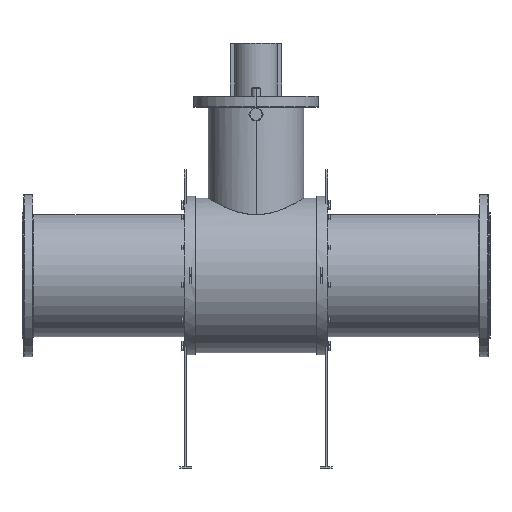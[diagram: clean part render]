
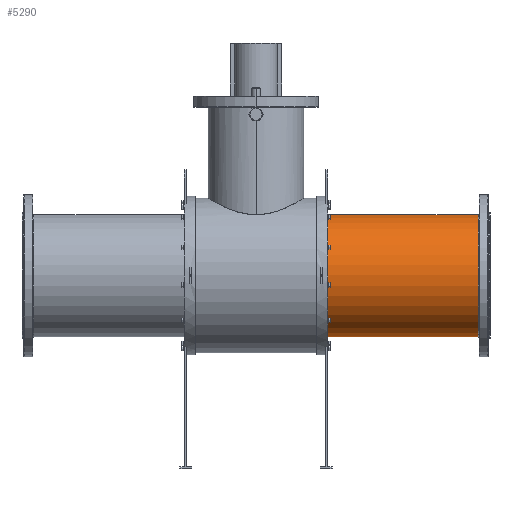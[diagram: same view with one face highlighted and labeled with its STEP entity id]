
A CAD part, top view. The second image highlights one B-rep face of the part: STEP entity #5290.
In plain terms, the highlighted cylindrical face has radius 335 mm (diameter 670 mm), a partial arc.
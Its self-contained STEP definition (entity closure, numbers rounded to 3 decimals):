
#33 = AXIS2_PLACEMENT_3D ( 'NONE', #10583, #12569, #14009 ) ;
#264 = ORIENTED_EDGE ( 'NONE', *, *, #7312, .T. ) ;
#415 = DIRECTION ( 'NONE',  ( 0., 1., 0. ) ) ;
#1442 = CARTESIAN_POINT ( 'NONE',  ( 393., 335., 0. ) ) ;
#1687 = EDGE_LOOP ( 'NONE', ( #264, #13145, #14416, #12862 ) ) ;
#2758 = VECTOR ( 'NONE', #10950, 1000. ) ;
#3270 = VERTEX_POINT ( 'NONE', #1442 ) ;
#4036 = VERTEX_POINT ( 'NONE', #8167 ) ;
#4221 = CYLINDRICAL_SURFACE ( 'NONE', #7026, 335. ) ;
#4290 = VERTEX_POINT ( 'NONE', #5324 ) ;
#5054 = CARTESIAN_POINT ( 'NONE',  ( -1285., 335., 0. ) ) ;
#5066 = EDGE_CURVE ( 'NONE', #4290, #8522, #14552, .T. ) ;
#5290 = ADVANCED_FACE ( 'NONE', ( #14615 ), #4221, .T. ) ;
#5324 = CARTESIAN_POINT ( 'NONE',  ( 1220., -335., 0. ) ) ;
#6512 = DIRECTION ( 'NONE',  ( 0., -1., 0. ) ) ;
#6987 = AXIS2_PLACEMENT_3D ( 'NONE', #11994, #13204, #415 ) ;
#7026 = AXIS2_PLACEMENT_3D ( 'NONE', #7666, #10113, #6512 ) ;
#7312 = EDGE_CURVE ( 'NONE', #4290, #4036, #11385, .T. ) ;
#7666 = CARTESIAN_POINT ( 'NONE',  ( -1285., 0., 0. ) ) ;
#8010 = VECTOR ( 'NONE', #13409, 1000. ) ;
#8167 = CARTESIAN_POINT ( 'NONE',  ( 1220., 335., 0. ) ) ;
#8522 = VERTEX_POINT ( 'NONE', #9730 ) ;
#8760 = CARTESIAN_POINT ( 'NONE',  ( -1285., -335., 0. ) ) ;
#9730 = CARTESIAN_POINT ( 'NONE',  ( 393., -335., 0. ) ) ;
#10113 = DIRECTION ( 'NONE',  ( -1., 0., 0. ) ) ;
#10583 = CARTESIAN_POINT ( 'NONE',  ( 393., 0., 0. ) ) ;
#10950 = DIRECTION ( 'NONE',  ( -1., 0., 0. ) ) ;
#11385 = CIRCLE ( 'NONE', #6987, 335. ) ;
#11458 = EDGE_CURVE ( 'NONE', #3270, #8522, #14236, .T. ) ;
#11994 = CARTESIAN_POINT ( 'NONE',  ( 1220., 0., 0. ) ) ;
#12084 = LINE ( 'NONE', #5054, #2758 ) ;
#12569 = DIRECTION ( 'NONE',  ( 1., 0., 0. ) ) ;
#12862 = ORIENTED_EDGE ( 'NONE', *, *, #5066, .F. ) ;
#13145 = ORIENTED_EDGE ( 'NONE', *, *, #13269, .T. ) ;
#13204 = DIRECTION ( 'NONE',  ( -1., 0., 0. ) ) ;
#13269 = EDGE_CURVE ( 'NONE', #4036, #3270, #12084, .T. ) ;
#13409 = DIRECTION ( 'NONE',  ( -1., 0., 0. ) ) ;
#14009 = DIRECTION ( 'NONE',  ( 0., 0., -1. ) ) ;
#14236 = CIRCLE ( 'NONE', #33, 335. ) ;
#14416 = ORIENTED_EDGE ( 'NONE', *, *, #11458, .T. ) ;
#14552 = LINE ( 'NONE', #8760, #8010 ) ;
#14615 = FACE_OUTER_BOUND ( 'NONE', #1687, .T. ) ;
